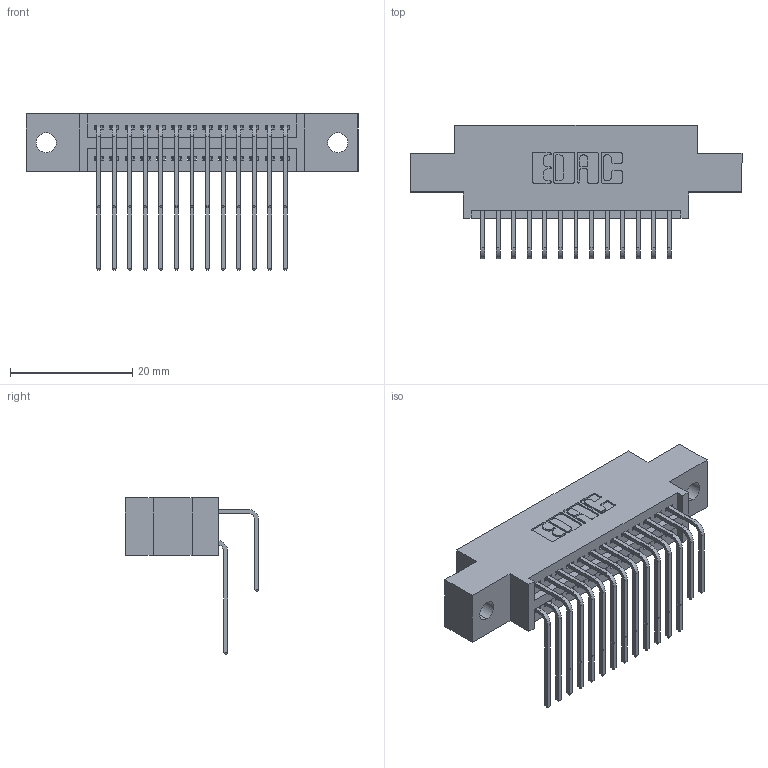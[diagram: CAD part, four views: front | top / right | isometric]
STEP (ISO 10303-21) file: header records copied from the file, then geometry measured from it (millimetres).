
FILE_DESCRIPTION (( 'STEP AP203' ), '1' );
FILE_NAME ('395-026-558-802.STEP', '2019-10-16T18:35:40', ( '' ), ( '' ), 'SwSTEP 2.0', 'SolidWorks 2016', '' );
FILE_SCHEMA (( 'CONFIG_CONTROL_DESIGN' ));
Length unit declared in the file: inch
Products named in the file (4): 345 Part_0.170 Offset - 0.128 Dia; 345-292-001_558 559 Tail - 1; 345-292-001_558 Tail - 2; 395-026-558-802
Assembly tree (27 placements, depth 2):
  395-026-558-802
    345 Part_0.170 Offset - 0.128 Dia
    345-292-001_558 559 Tail - 1  x13
    345-292-001_558 Tail - 2  x13
Bounding box: 54.23 x 21.83 x 25.53 mm (x, y, z)
Volume: 4998.6 mm3; surface area: 7403.1 mm2
Topology: 27 solids, 27 shells, 1482 faces, 4383 edges, 2886 vertices
Faces by surface type: plane 994, cylinder 488
Entity records: 15891 total; most frequent: CARTESIAN_POINT 2739, ORIENTED_EDGE 2622, DIRECTION 2423, EDGE_CURVE 1311, VECTOR 1087, LINE 1087, VERTEX_POINT 870, AXIS2_PLACEMENT_3D 668
